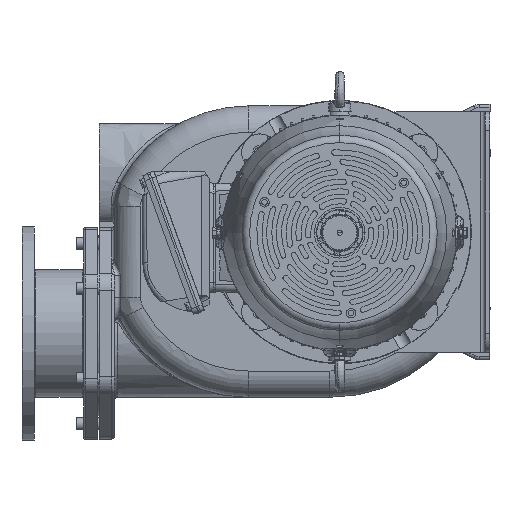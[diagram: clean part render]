
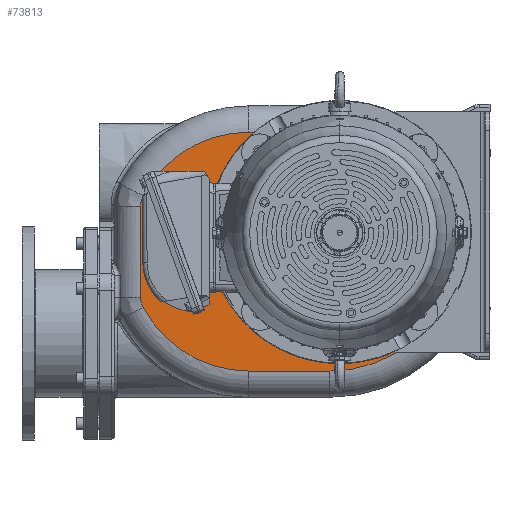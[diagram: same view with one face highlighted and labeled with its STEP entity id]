
A CAD part, left-side view. The second image highlights one B-rep face of the part: STEP entity #73813.
In plain terms, the highlighted planar face has unit normal (-1, 0, 0).
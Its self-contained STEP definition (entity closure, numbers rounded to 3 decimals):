
#7227=CARTESIAN_POINT('',(-155.,200.,0.));
#7228=DIRECTION('',(1.,0.,0.));
#7229=DIRECTION('',(0.,-0.44,0.898));
#7230=AXIS2_PLACEMENT_3D('',#7227,#7228,#7229);
#7242=CARTESIAN_POINT('',(-155.,138.886,124.844));
#7297=CARTESIAN_POINT('',(-155.,240.398,133.));
#7314=CARTESIAN_POINT('',(-155.,187.,-13.));
#7315=DIRECTION('',(-1.,0.,0.));
#7316=DIRECTION('',(0.,-1.,0.));
#7317=AXIS2_PLACEMENT_3D('',#7314,#7315,#7316);
#7319=CARTESIAN_POINT('',(-155.,213.,-13.));
#7320=DIRECTION('',(-1.,0.,0.));
#7321=DIRECTION('',(0.,0.,-1.));
#7322=AXIS2_PLACEMENT_3D('',#7319,#7320,#7321);
#7324=DIRECTION('',(0.,-1.,0.));
#7325=VECTOR('',#7324,108.);
#7326=CARTESIAN_POINT('',(-155.,321.,-185.));
#7327=LINE('',#7326,#7325);
#7328=CARTESIAN_POINT('',(-155.,321.,-26.));
#7329=DIRECTION('',(-1.,0.,0.));
#7330=DIRECTION('',(0.,0.885,-0.466));
#7331=AXIS2_PLACEMENT_3D('',#7328,#7329,#7330);
#7333=CARTESIAN_POINT('',(-155.,436.,-86.622));
#7334=DIRECTION('',(-1.,0.,0.));
#7335=DIRECTION('',(0.,1.,0.));
#7336=AXIS2_PLACEMENT_3D('',#7333,#7334,#7335);
#7338=DIRECTION('',(0.,0.,-1.));
#7339=VECTOR('',#7338,121.244);
#7340=CARTESIAN_POINT('',(-155.,465.,34.622));
#7341=LINE('',#7340,#7339);
#7342=CARTESIAN_POINT('',(-155.,436.,34.622));
#7343=DIRECTION('',(-1.,0.,0.));
#7344=DIRECTION('',(0.,0.885,0.466));
#7345=AXIS2_PLACEMENT_3D('',#7342,#7343,#7344);
#7347=CARTESIAN_POINT('',(-155.,321.,-26.));
#7348=DIRECTION('',(-1.,0.,0.));
#7349=DIRECTION('',(0.,0.,1.));
#7350=AXIS2_PLACEMENT_3D('',#7347,#7348,#7349);
#7352=DIRECTION('',(0.,1.,0.));
#7353=VECTOR('',#7352,80.602);
#7354=CARTESIAN_POINT('',(-155.,240.398,133.));
#7355=LINE('',#7354,#7353);
#56899=CARTESIAN_POINT('',(-155.,461.654,48.145));
#56900=CARTESIAN_POINT('',(-155.,465.,34.622));
#56901=VERTEX_POINT('',#56899);
#56902=VERTEX_POINT('',#56900);
#56907=CARTESIAN_POINT('',(-155.,465.,-86.622));
#56908=VERTEX_POINT('',#56907);
#56909=CARTESIAN_POINT('',(-155.,461.654,-100.145));
#56910=VERTEX_POINT('',#56909);
#56911=CARTESIAN_POINT('',(-155.,321.,-185.));
#56912=VERTEX_POINT('',#56911);
#56913=CARTESIAN_POINT('',(-155.,213.,-185.));
#56914=VERTEX_POINT('',#56913);
#56917=CARTESIAN_POINT('',(-155.,41.,-13.));
#56918=VERTEX_POINT('',#56917);
#56921=CARTESIAN_POINT('',(-155.,321.,133.));
#56922=VERTEX_POINT('',#56921);
#57199=VERTEX_POINT('',#7242);
#57204=VERTEX_POINT('',#7297);
#73789=CARTESIAN_POINT('',(-155.,200.,0.));
#73790=DIRECTION('',(1.,0.,0.));
#73791=DIRECTION('',(0.,0.,1.));
#73792=AXIS2_PLACEMENT_3D('',#73789,#73790,#73791);
#73793=PLANE('',#73792);
#73794=ORIENTED_EDGE('',*,*,#73627,.F.);
#73795=ORIENTED_EDGE('',*,*,#73680,.F.);
#73797=ORIENTED_EDGE('',*,*,#73796,.F.);
#73799=ORIENTED_EDGE('',*,*,#73798,.F.);
#73801=ORIENTED_EDGE('',*,*,#73800,.F.);
#73803=ORIENTED_EDGE('',*,*,#73802,.F.);
#73805=ORIENTED_EDGE('',*,*,#73804,.F.);
#73807=ORIENTED_EDGE('',*,*,#73806,.F.);
#73809=ORIENTED_EDGE('',*,*,#73808,.F.);
#73810=ORIENTED_EDGE('',*,*,#73694,.F.);
#73811=EDGE_LOOP('',(#73794,#73795,#73797,#73799,#73801,#73803,#73805,#73807,
#73809,#73810));
#73812=FACE_OUTER_BOUND('',#73811,.F.);
#73813=ADVANCED_FACE('',(#73812),#73793,.F.);
#7231=CIRCLE('',#7230,139.);
#7318=CIRCLE('',#7317,146.);
#7323=CIRCLE('',#7322,172.);
#7332=CIRCLE('',#7331,159.);
#7337=CIRCLE('',#7336,29.);
#7346=CIRCLE('',#7345,29.);
#7351=CIRCLE('',#7350,159.);
#73627=EDGE_CURVE('',#57199,#57204,#7231,.T.);
#73680=EDGE_CURVE('',#56918,#57199,#7318,.T.);
#73694=EDGE_CURVE('',#57204,#56922,#7355,.T.);
#73796=EDGE_CURVE('',#56914,#56918,#7323,.T.);
#73798=EDGE_CURVE('',#56912,#56914,#7327,.T.);
#73800=EDGE_CURVE('',#56910,#56912,#7332,.T.);
#73802=EDGE_CURVE('',#56908,#56910,#7337,.T.);
#73804=EDGE_CURVE('',#56902,#56908,#7341,.T.);
#73806=EDGE_CURVE('',#56901,#56902,#7346,.T.);
#73808=EDGE_CURVE('',#56922,#56901,#7351,.T.);
